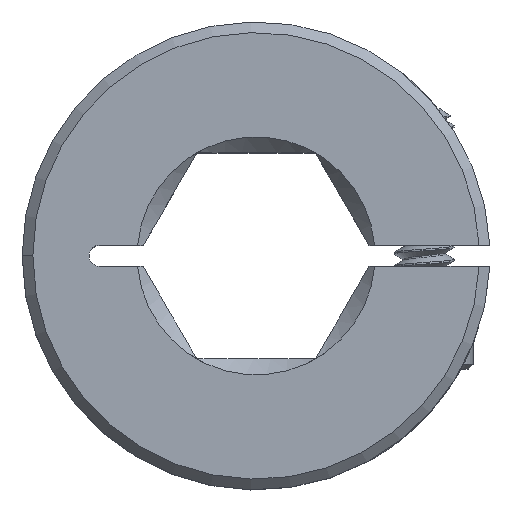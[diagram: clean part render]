
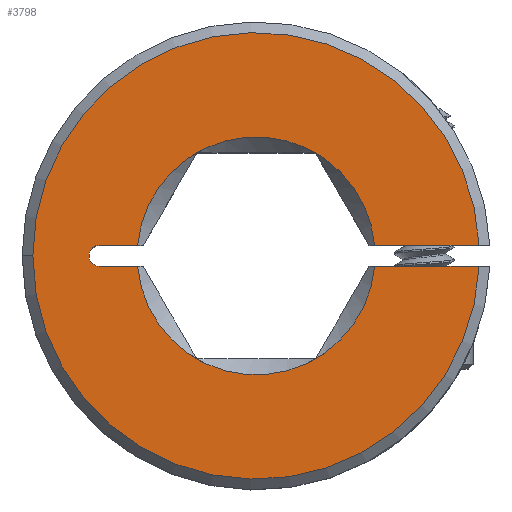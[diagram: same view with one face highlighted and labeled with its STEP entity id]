
A CAD part, top view. The second image highlights one B-rep face of the part: STEP entity #3798.
In plain terms, the highlighted planar face has unit normal (0, 0, 1).
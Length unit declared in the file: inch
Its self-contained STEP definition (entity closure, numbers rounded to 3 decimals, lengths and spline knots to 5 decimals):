
#159 = ORIENTED_EDGE ( 'NONE', *, *, #4451, .T. ) ;
#163 = VERTEX_POINT ( 'NONE', #1540 ) ;
#318 = EDGE_CURVE ( 'NONE', #3312, #4529, #5117, .T. ) ;
#392 = ORIENTED_EDGE ( 'NONE', *, *, #4487, .T. ) ;
#429 = CARTESIAN_POINT ( 'NONE',  ( -0.29281, 0., 0.125 ) ) ;
#505 = DIRECTION ( 'NONE',  ( 0., 0., 1. ) ) ;
#602 = DIRECTION ( 'NONE',  ( 0., 0., -1. ) ) ;
#630 = CARTESIAN_POINT ( 'NONE',  ( 0., 0.01969, 0.125 ) ) ;
#730 = VECTOR ( 'NONE', #3691, 39.37008 ) ;
#870 = EDGE_CURVE ( 'NONE', #163, #1264, #1689, .T. ) ;
#885 = FACE_OUTER_BOUND ( 'NONE', #2472, .T. ) ;
#897 = ORIENTED_EDGE ( 'NONE', *, *, #318, .T. ) ;
#903 = VERTEX_POINT ( 'NONE', #3402 ) ;
#971 = ORIENTED_EDGE ( 'NONE', *, *, #2372, .T. ) ;
#1058 = VECTOR ( 'NONE', #2217, 39.37008 ) ;
#1099 = ORIENTED_EDGE ( 'NONE', *, *, #1392, .T. ) ;
#1112 = EDGE_CURVE ( 'NONE', #2342, #3312, #1868, .T. ) ;
#1154 = ORIENTED_EDGE ( 'NONE', *, *, #4556, .T. ) ;
#1229 = PLANE ( 'NONE',  #4976 ) ;
#1264 = VERTEX_POINT ( 'NONE', #2022 ) ;
#1307 = ORIENTED_EDGE ( 'NONE', *, *, #1112, .T. ) ;
#1392 = EDGE_CURVE ( 'NONE', #4529, #2288, #3745, .T. ) ;
#1473 = CARTESIAN_POINT ( 'NONE',  ( 0., -0.01969, 0.125 ) ) ;
#1540 = CARTESIAN_POINT ( 'NONE',  ( 0.41704, -0.01969, 0.125 ) ) ;
#1603 = CARTESIAN_POINT ( 'NONE',  ( 0.41704, 0.01969, 0.125 ) ) ;
#1689 = LINE ( 'NONE', #3779, #3424 ) ;
#1708 = DIRECTION ( 'NONE',  ( 1., 0., 0. ) ) ;
#1715 = DIRECTION ( 'NONE',  ( -1., 0., 0. ) ) ;
#1773 = CARTESIAN_POINT ( 'NONE',  ( 0., 0., 0.125 ) ) ;
#1818 = AXIS2_PLACEMENT_3D ( 'NONE', #3672, #602, #2186 ) ;
#1867 = LINE ( 'NONE', #1473, #3758 ) ;
#1868 = LINE ( 'NONE', #630, #1058 ) ;
#1871 = CARTESIAN_POINT ( 'NONE',  ( -0.29281, 0., 0.125 ) ) ;
#1915 = CARTESIAN_POINT ( 'NONE',  ( -0.4175, 0., 0.125 ) ) ;
#1941 = CIRCLE ( 'NONE', #2447, 0.01969 ) ;
#1949 = CARTESIAN_POINT ( 'NONE',  ( 0.22163, 0.01969, 0.125 ) ) ;
#2022 = CARTESIAN_POINT ( 'NONE',  ( 0.22163, -0.01969, 0.125 ) ) ;
#2057 = CIRCLE ( 'NONE', #2564, 0.01969 ) ;
#2110 = AXIS2_PLACEMENT_3D ( 'NONE', #1773, #4574, #4236 ) ;
#2153 = CIRCLE ( 'NONE', #3763, 0.2225 ) ;
#2186 = DIRECTION ( 'NONE',  ( 1., 0., 0. ) ) ;
#2205 = CARTESIAN_POINT ( 'NONE',  ( -0.3125, 0., 0.125 ) ) ;
#2216 = EDGE_CURVE ( 'NONE', #4575, #903, #1867, .T. ) ;
#2217 = DIRECTION ( 'NONE',  ( 1., 0., 0. ) ) ;
#2253 = CARTESIAN_POINT ( 'NONE',  ( -0.29281, 0.01969, 0.125 ) ) ;
#2288 = VERTEX_POINT ( 'NONE', #1603 ) ;
#2342 = VERTEX_POINT ( 'NONE', #2253 ) ;
#2372 = EDGE_CURVE ( 'NONE', #1264, #4575, #2153, .T. ) ;
#2447 = AXIS2_PLACEMENT_3D ( 'NONE', #1871, #4332, #3085 ) ;
#2472 = EDGE_LOOP ( 'NONE', ( #1307, #897, #1099, #159, #392, #4899, #971, #5182, #4769, #1154 ) ) ;
#2490 = DIRECTION ( 'NONE',  ( 0., 0., 1. ) ) ;
#2498 = CARTESIAN_POINT ( 'NONE',  ( 0., 0., 0.125 ) ) ;
#2564 = AXIS2_PLACEMENT_3D ( 'NONE', #429, #3218, #4893 ) ;
#2742 = EDGE_CURVE ( 'NONE', #903, #3304, #2057, .T. ) ;
#2831 = CARTESIAN_POINT ( 'NONE',  ( 0., 0., 0.125 ) ) ;
#2866 = CIRCLE ( 'NONE', #2110, 0.4175 ) ;
#3085 = DIRECTION ( 'NONE',  ( -1., 0., 0. ) ) ;
#3218 = DIRECTION ( 'NONE',  ( 0., 0., -1. ) ) ;
#3304 = VERTEX_POINT ( 'NONE', #2205 ) ;
#3312 = VERTEX_POINT ( 'NONE', #4612 ) ;
#3402 = CARTESIAN_POINT ( 'NONE',  ( -0.29281, -0.01969, 0.125 ) ) ;
#3424 = VECTOR ( 'NONE', #1715, 39.37008 ) ;
#3502 = DIRECTION ( 'NONE',  ( -1., 0., 0. ) ) ;
#3672 = CARTESIAN_POINT ( 'NONE',  ( 0., 0., 0.125 ) ) ;
#3688 = DIRECTION ( 'NONE',  ( 0., 0., -1. ) ) ;
#3691 = DIRECTION ( 'NONE',  ( 1., 0., 0. ) ) ;
#3745 = LINE ( 'NONE', #4147, #730 ) ;
#3758 = VECTOR ( 'NONE', #3502, 39.37008 ) ;
#3763 = AXIS2_PLACEMENT_3D ( 'NONE', #2498, #3688, #1708 ) ;
#3779 = CARTESIAN_POINT ( 'NONE',  ( 0., -0.01969, 0.125 ) ) ;
#3798 = ADVANCED_FACE ( 'NONE', ( #885 ), #1229, .T. ) ;
#3806 = AXIS2_PLACEMENT_3D ( 'NONE', #4130, #505, #3863 ) ;
#3863 = DIRECTION ( 'NONE',  ( -1., 0., 0. ) ) ;
#3990 = CARTESIAN_POINT ( 'NONE',  ( -0.22163, -0.01969, 0.125 ) ) ;
#4130 = CARTESIAN_POINT ( 'NONE',  ( 0., 0., 0.125 ) ) ;
#4147 = CARTESIAN_POINT ( 'NONE',  ( 0., 0.01969, 0.125 ) ) ;
#4230 = CIRCLE ( 'NONE', #3806, 0.4175 ) ;
#4236 = DIRECTION ( 'NONE',  ( -1., 0., 0. ) ) ;
#4332 = DIRECTION ( 'NONE',  ( 0., 0., -1. ) ) ;
#4451 = EDGE_CURVE ( 'NONE', #2288, #4969, #2866, .T. ) ;
#4487 = EDGE_CURVE ( 'NONE', #4969, #163, #4230, .T. ) ;
#4529 = VERTEX_POINT ( 'NONE', #1949 ) ;
#4556 = EDGE_CURVE ( 'NONE', #3304, #2342, #1941, .T. ) ;
#4574 = DIRECTION ( 'NONE',  ( 0., 0., 1. ) ) ;
#4575 = VERTEX_POINT ( 'NONE', #3990 ) ;
#4612 = CARTESIAN_POINT ( 'NONE',  ( -0.22163, 0.01969, 0.125 ) ) ;
#4769 = ORIENTED_EDGE ( 'NONE', *, *, #2742, .T. ) ;
#4893 = DIRECTION ( 'NONE',  ( -1., 0., 0. ) ) ;
#4899 = ORIENTED_EDGE ( 'NONE', *, *, #870, .T. ) ;
#4923 = DIRECTION ( 'NONE',  ( 1., 0., 0. ) ) ;
#4969 = VERTEX_POINT ( 'NONE', #1915 ) ;
#4976 = AXIS2_PLACEMENT_3D ( 'NONE', #2831, #2490, #4923 ) ;
#5117 = CIRCLE ( 'NONE', #1818, 0.2225 ) ;
#5182 = ORIENTED_EDGE ( 'NONE', *, *, #2216, .T. ) ;
